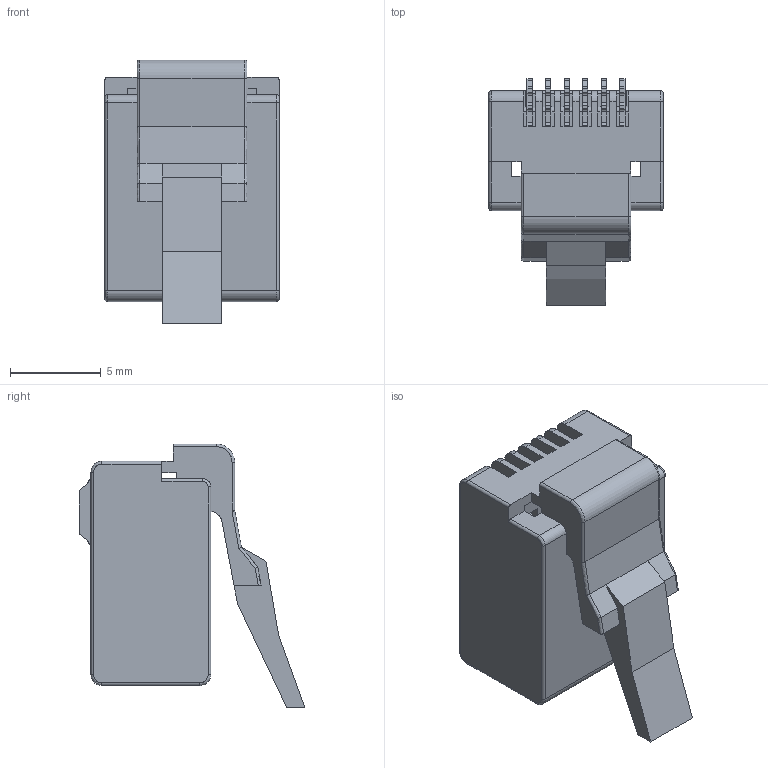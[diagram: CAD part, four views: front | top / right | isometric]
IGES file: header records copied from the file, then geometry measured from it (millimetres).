
Start section: SolidWorks IGES file using analytic representation for surfaces
Global section: file name: MP66X-x000x_A.IGS; native system: SolidWorks 2020; preprocessor: SolidWorks 2020; author: Dan; date: 200406.111118; units: millimetre
Bounding box: 9.6 x 12.43 x 14.53 mm (x, y, z)
Surface area: 1246.9 mm2 (no closed solid volume)
Topology: 0 solids, 0 shells, 413 faces, 3004 edges, 3004 vertices
Faces by surface type: bspline 286, revolution 127
